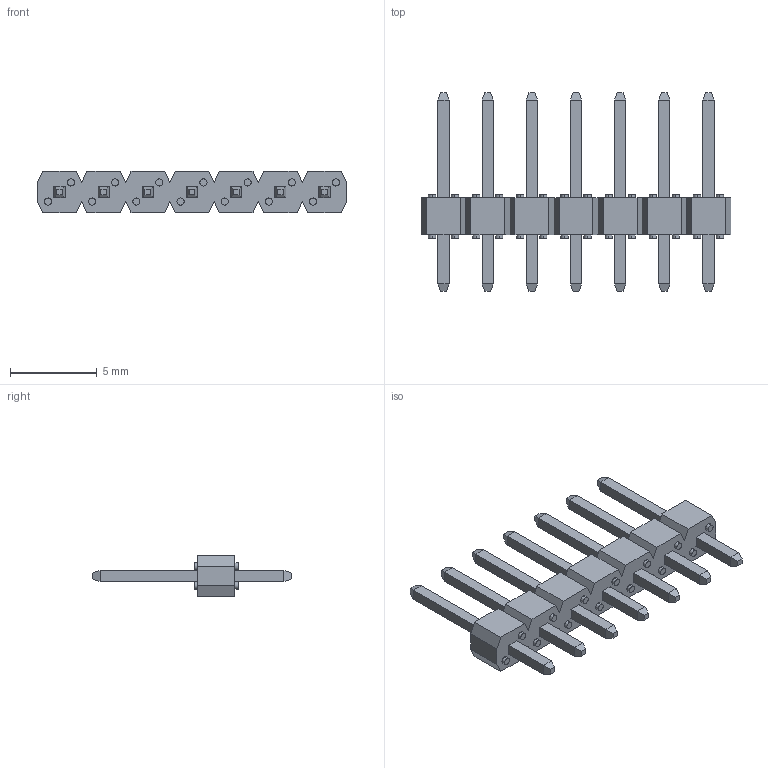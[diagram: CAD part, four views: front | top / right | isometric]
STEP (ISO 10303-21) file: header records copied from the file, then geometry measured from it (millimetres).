
FILE_DESCRIPTION (( 'STEP AP214' ), '1' );
FILE_NAME ('68001-407H.STEP', '2023-05-18T08:30:46', ( '' ), ( '' ), 'SwSTEP 2.0', 'SolidWorks 2021', '' );
FILE_SCHEMA (( 'AUTOMOTIVE_DESIGN' ));
Length unit declared in the file: millimetre
Products named in the file (3): 68000 body_07; pin^68000 Tin; 68001-407H
Assembly tree (8 placements, depth 2):
  68001-407H
    68000 body_07
    pin^68000 Tin  x7
Bounding box: 17.78 x 11.43 x 2.41 mm (x, y, z)
Volume: 112.2 mm3; surface area: 429.3 mm2
Topology: 8 solids, 8 shells, 256 faces, 580 edges, 368 vertices
Faces by surface type: plane 200, cylinder 56
Entity records: 5170 total; most frequent: DIRECTION 890, CARTESIAN_POINT 867, ORIENTED_EDGE 824, EDGE_CURVE 412, LINE 300, VECTOR 300, AXIS2_PLACEMENT_3D 295, VERTEX_POINT 272
